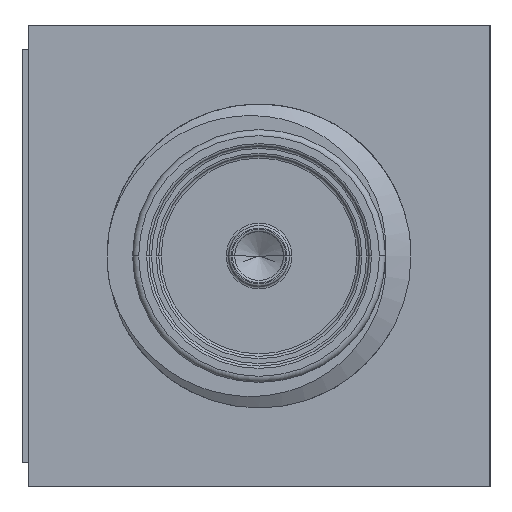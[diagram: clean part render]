
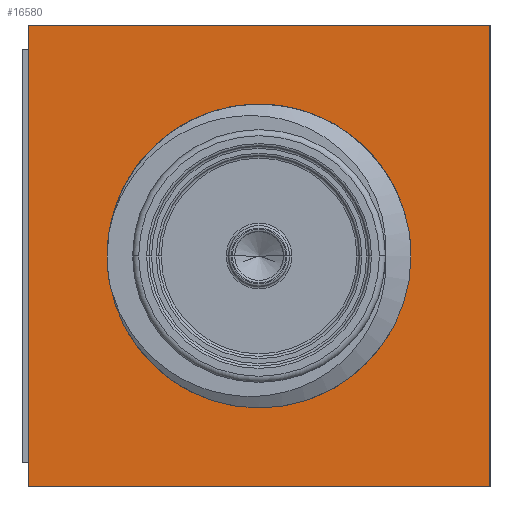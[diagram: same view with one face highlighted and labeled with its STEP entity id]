
A CAD part, left-side view. The second image highlights one B-rep face of the part: STEP entity #16580.
In plain terms, the highlighted planar face has unit normal (-1, 0, 0).
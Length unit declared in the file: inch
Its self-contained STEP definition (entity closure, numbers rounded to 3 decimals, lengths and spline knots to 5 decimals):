
#1883 = VERTEX_POINT ( 'NONE', #27681 ) ;
#1939 = CARTESIAN_POINT ( 'NONE',  ( -0.45, 0., 0.19 ) ) ;
#3921 = FACE_OUTER_BOUND ( 'NONE', #65986, .T. ) ;
#12254 = LINE ( 'NONE', #44325, #39936 ) ;
#12891 = VECTOR ( 'NONE', #32622, 39.37008 ) ;
#14415 = CARTESIAN_POINT ( 'NONE',  ( -0.45, 0., -0.19 ) ) ;
#15630 = DIRECTION ( 'NONE',  ( 0., -1., 0. ) ) ;
#15639 = CARTESIAN_POINT ( 'NONE',  ( -0.45, -0.38, 0.19 ) ) ;
#16580 = ADVANCED_FACE ( 'NONE', ( #3921 ), #61157, .F. ) ;
#18963 = ORIENTED_EDGE ( 'NONE', *, *, #43217, .T. ) ;
#19860 = LINE ( 'NONE', #58944, #12891 ) ;
#21264 = ORIENTED_EDGE ( 'NONE', *, *, #34568, .F. ) ;
#27681 = CARTESIAN_POINT ( 'NONE',  ( -0.45, 0., 0.19 ) ) ;
#29839 = DIRECTION ( 'NONE',  ( 1., 0., 0. ) ) ;
#32622 = DIRECTION ( 'NONE',  ( 0., 0., 1. ) ) ;
#34568 = EDGE_CURVE ( 'NONE', #44359, #1883, #12254, .T. ) ;
#39741 = LINE ( 'NONE', #1939, #80867 ) ;
#39936 = VECTOR ( 'NONE', #55915, 39.37008 ) ;
#40417 = VECTOR ( 'NONE', #15630, 39.37008 ) ;
#41361 = CARTESIAN_POINT ( 'NONE',  ( -0.45, 0., 0.19 ) ) ;
#43217 = EDGE_CURVE ( 'NONE', #44975, #68456, #19860, .T. ) ;
#44325 = CARTESIAN_POINT ( 'NONE',  ( -0.45, 0., 0.19 ) ) ;
#44359 = VERTEX_POINT ( 'NONE', #45142 ) ;
#44975 = VERTEX_POINT ( 'NONE', #61790 ) ;
#45142 = CARTESIAN_POINT ( 'NONE',  ( -0.45, 0., -0.19 ) ) ;
#49157 = DIRECTION ( 'NONE',  ( 0., 0., -1. ) ) ;
#55396 = AXIS2_PLACEMENT_3D ( 'NONE', #41361, #29839, #49157 ) ;
#55915 = DIRECTION ( 'NONE',  ( 0., 0., 1. ) ) ;
#58739 = DIRECTION ( 'NONE',  ( 0., -1., 0. ) ) ;
#58944 = CARTESIAN_POINT ( 'NONE',  ( -0.45, -0.38, 0.19 ) ) ;
#60479 = ORIENTED_EDGE ( 'NONE', *, *, #71708, .T. ) ;
#61157 = PLANE ( 'NONE',  #55396 ) ;
#61790 = CARTESIAN_POINT ( 'NONE',  ( -0.45, -0.38, -0.19 ) ) ;
#65389 = LINE ( 'NONE', #14415, #40417 ) ;
#65986 = EDGE_LOOP ( 'NONE', ( #18963, #67086, #21264, #60479 ) ) ;
#67086 = ORIENTED_EDGE ( 'NONE', *, *, #80893, .F. ) ;
#68456 = VERTEX_POINT ( 'NONE', #15639 ) ;
#71708 = EDGE_CURVE ( 'NONE', #44359, #44975, #65389, .T. ) ;
#80867 = VECTOR ( 'NONE', #58739, 39.37008 ) ;
#80893 = EDGE_CURVE ( 'NONE', #1883, #68456, #39741, .T. ) ;
